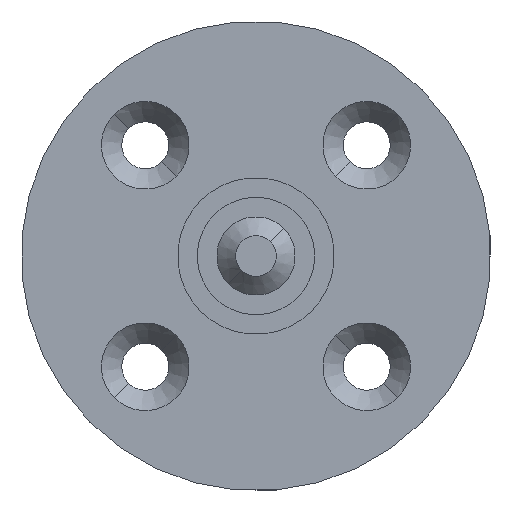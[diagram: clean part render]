
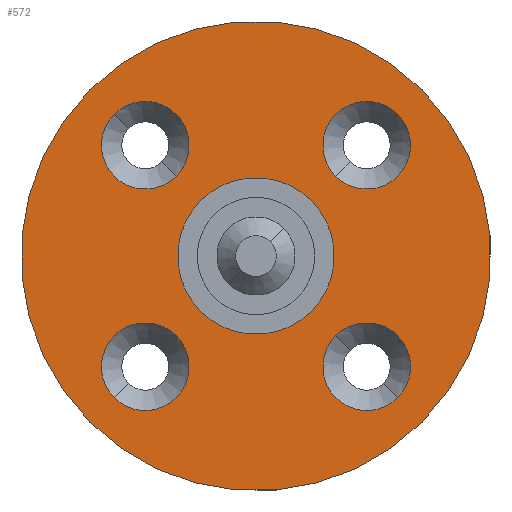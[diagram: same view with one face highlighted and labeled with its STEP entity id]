
A CAD part, front view. The second image highlights one B-rep face of the part: STEP entity #572.
In plain terms, the highlighted planar face has unit normal (0, -1, 0).
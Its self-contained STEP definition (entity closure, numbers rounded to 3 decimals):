
#272=CARTESIAN_POINT('POINT17',(-0.177,-3.125,
   0.948));
#273=VERTEX_POINT('VERTEX17',#272);
#280=CARTESIAN_POINT('POINT18',(0.177,-3.125,
   1.302));
#281=VERTEX_POINT('VERTEX18',#280);
#282=CARTESIAN_POINT('POS28',(0.,-3.125,1.125));
#283=DIRECTION('DIR44',(0.,1.,0.));
#284=DIRECTION('DIR45',(0.707,0.,
   0.707));
#285=AXIS2_PLACEMENT_3D('AXIS17',#282,#283,#284);
#286=CIRCLE('ELLIPSE9',#285,0.25);
#287=EDGE_CURVE('EDGE28',#281,#273,#286,.T.);
#307=EDGE_CURVE('EDGE30',#273,#281,#286,.T.);
#312=CARTESIAN_POINT('POINT19',(0.453,-3.125,
   0.672));
#313=VERTEX_POINT('VERTEX19',#312);
#322=CARTESIAN_POINT('POINT21',(0.255,-3.125,
   0.87));
#323=VERTEX_POINT('VERTEX21',#322);
#324=CARTESIAN_POINT('POS32',(0.354,-3.125,
   0.771));
#325=DIRECTION('DIR50',(0.,1.,0.));
#326=DIRECTION('DIR51',(0.707,0.,
   -0.707));
#327=AXIS2_PLACEMENT_3D('AXIS19',#324,#325,#326);
#328=CIRCLE('ELLIPSE10',#327,0.14);
#329=EDGE_CURVE('EDGE32',#323,#313,#328,.T.);
#366=EDGE_CURVE('EDGE38',#313,#323,#328,.T.);
#371=CARTESIAN_POINT('POINT25',(-0.453,-3.125,
   1.578));
#372=VERTEX_POINT('VERTEX25',#371);
#394=CARTESIAN_POINT('POINT29',(-0.255,-3.125,
   1.38));
#395=VERTEX_POINT('VERTEX29',#394);
#402=CARTESIAN_POINT('POS39',(-0.354,-3.125,
   1.479));
#403=DIRECTION('DIR61',(0.,1.,0.));
#404=DIRECTION('DIR62',(-0.707,0.,
   0.707));
#405=AXIS2_PLACEMENT_3D('AXIS23',#402,#403,#404);
#406=CIRCLE('ELLIPSE13',#405,0.14);
#407=EDGE_CURVE('EDGE43',#372,#395,#406,.T.);
#418=EDGE_CURVE('EDGE44',#395,#372,#406,.T.);
#430=CARTESIAN_POINT('POINT31',(0.453,-3.125,
   1.578));
#431=VERTEX_POINT('VERTEX31',#430);
#440=CARTESIAN_POINT('POINT33',(0.255,-3.125,
   1.38));
#441=VERTEX_POINT('VERTEX33',#440);
#442=CARTESIAN_POINT('POS42',(0.354,-3.125,
   1.479));
#443=DIRECTION('DIR66',(0.,1.,0.));
#444=DIRECTION('DIR67',(0.707,0.,
   0.707));
#445=AXIS2_PLACEMENT_3D('AXIS25',#442,#443,#444);
#446=CIRCLE('ELLIPSE14',#445,0.14);
#447=EDGE_CURVE('EDGE48',#441,#431,#446,.T.);
#476=EDGE_CURVE('EDGE52',#431,#441,#446,.T.);
#483=CARTESIAN_POINT('POINT36',(-0.53,-3.125,
   0.595));
#484=VERTEX_POINT('VERTEX36',#483);
#500=CARTESIAN_POINT('POINT38',(0.53,-3.125,
   1.655));
#501=VERTEX_POINT('VERTEX38',#500);
#508=CARTESIAN_POINT('POS49',(0.,-3.125,1.125));
#509=DIRECTION('DIR77',(0.,-1.,0.));
#510=DIRECTION('DIR78',(0.707,0.,
   0.707));
#511=AXIS2_PLACEMENT_3D('AXIS29',#508,#509,#510);
#512=CIRCLE('ELLIPSE17',#511,0.75);
#513=EDGE_CURVE('EDGE56',#484,#501,#512,.T.);
#524=EDGE_CURVE('EDGE57',#501,#484,#512,.T.);
#532=ORIENTED_EDGE('COEDGE95',*,*,#307,.T.);
#533=ORIENTED_EDGE('COEDGE96',*,*,#287,.T.);
#534=EDGE_LOOP('NONE',(#532,#533));
#535=FACE_BOUND('LOOP1',#534,.T.);
#536=ORIENTED_EDGE('COEDGE97',*,*,#524,.T.);
#537=ORIENTED_EDGE('COEDGE98',*,*,#513,.T.);
#538=EDGE_LOOP('NONE',(#536,#537));
#539=FACE_BOUND('LOOP1',#538,.T.);
#540=ORIENTED_EDGE('COEDGE99',*,*,#447,.T.);
#541=ORIENTED_EDGE('COEDGE100',*,*,#476,.T.);
#542=EDGE_LOOP('NONE',(#540,#541));
#543=FACE_BOUND('LOOP1',#542,.T.);
#544=ORIENTED_EDGE('COEDGE101',*,*,#418,.T.);
#545=ORIENTED_EDGE('COEDGE102',*,*,#407,.T.);
#546=EDGE_LOOP('NONE',(#544,#545));
#547=FACE_BOUND('LOOP1',#546,.T.);
#548=ORIENTED_EDGE('COEDGE103',*,*,#329,.T.);
#549=ORIENTED_EDGE('COEDGE104',*,*,#366,.T.);
#550=EDGE_LOOP('NONE',(#548,#549));
#551=FACE_BOUND('LOOP1',#550,.T.);
#552=CARTESIAN_POINT('POINT39',(-0.255,-3.125,
   0.87));
#553=VERTEX_POINT('VERTEX39',#552);
#554=CARTESIAN_POINT('POINT40',(-0.453,-3.125,
   0.672));
#555=VERTEX_POINT('VERTEX40',#554);
#556=CARTESIAN_POINT('POS51',(-0.354,-3.125,
   0.771));
#557=DIRECTION('DIR81',(0.,1.,0.));
#558=DIRECTION('DIR82',(-0.707,0.,
   -0.707));
#559=AXIS2_PLACEMENT_3D('AXIS31',#556,#557,#558);
#560=CIRCLE('ELLIPSE18',#559,0.14);
#561=EDGE_CURVE('EDGE59',#553,#555,#560,.T.);
#562=ORIENTED_EDGE('COEDGE105',*,*,#561,.T.);
#563=EDGE_CURVE('EDGE60',#555,#553,#560,.T.);
#564=ORIENTED_EDGE('COEDGE106',*,*,#563,.T.);
#565=EDGE_LOOP('NONE',(#562,#564));
#566=FACE_BOUND('LOOP1',#565,.T.);
#567=CARTESIAN_POINT('POS52',(0.,-3.125,1.125));
#568=DIRECTION('DIR83',(0.,-1.,0.));
#569=DIRECTION('DIR84',(1.,0.,0.));
#570=AXIS2_PLACEMENT_3D('AXIS32',#567,#568,#569);
#571=PLANE('PLANE4',#570);
#572=ADVANCED_FACE('FACE24',(#535,#539,#543,#547,#551,#566),#571,.T.);
